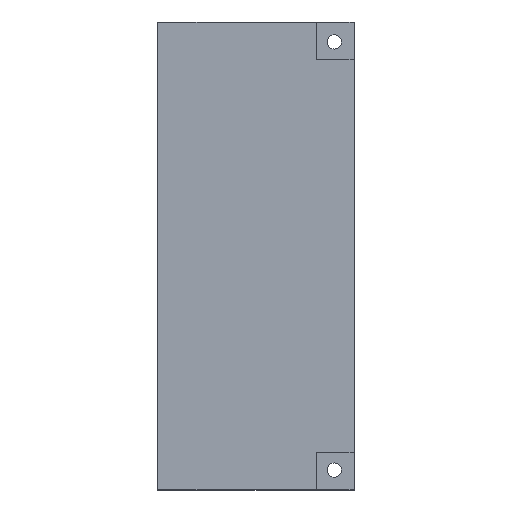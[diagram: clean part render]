
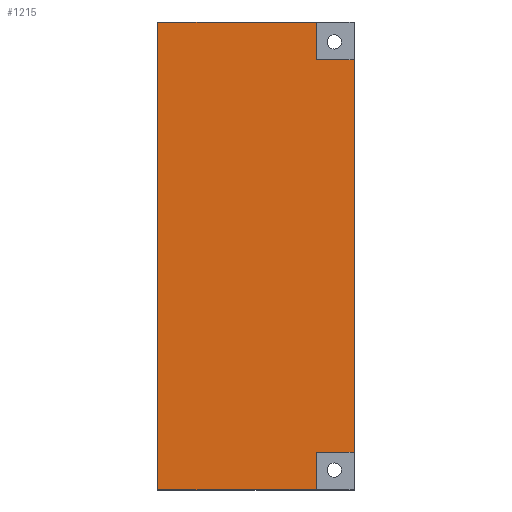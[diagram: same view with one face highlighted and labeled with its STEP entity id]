
A CAD part, top view. The second image highlights one B-rep face of the part: STEP entity #1215.
In plain terms, the highlighted planar face has unit normal (0, 0, 1).
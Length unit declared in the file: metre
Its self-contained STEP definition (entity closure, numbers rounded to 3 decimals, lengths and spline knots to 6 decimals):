
#238=ORIENTED_EDGE('',*,*,#490,.F.);
#239=ORIENTED_EDGE('',*,*,#491,.T.);
#240=ORIENTED_EDGE('',*,*,#492,.F.);
#241=ORIENTED_EDGE('',*,*,#493,.T.);
#242=ORIENTED_EDGE('',*,*,#494,.T.);
#243=ORIENTED_EDGE('',*,*,#495,.F.);
#244=ORIENTED_EDGE('',*,*,#496,.T.);
#245=ORIENTED_EDGE('',*,*,#497,.F.);
#490=EDGE_CURVE('',#612,#613,#750,.T.);
#491=EDGE_CURVE('',#612,#614,#751,.T.);
#492=EDGE_CURVE('',#615,#614,#752,.T.);
#493=EDGE_CURVE('',#615,#616,#753,.T.);
#494=EDGE_CURVE('',#616,#617,#754,.T.);
#495=EDGE_CURVE('',#618,#617,#755,.T.);
#496=EDGE_CURVE('',#618,#619,#756,.T.);
#497=EDGE_CURVE('',#613,#619,#757,.T.);
#612=VERTEX_POINT('',#1915);
#613=VERTEX_POINT('',#1916);
#614=VERTEX_POINT('',#1918);
#615=VERTEX_POINT('',#1920);
#616=VERTEX_POINT('',#1922);
#617=VERTEX_POINT('',#1924);
#618=VERTEX_POINT('',#1926);
#619=VERTEX_POINT('',#1928);
#750=LINE('',#1914,#908);
#751=LINE('',#1917,#909);
#752=LINE('',#1919,#910);
#753=LINE('',#1921,#911);
#754=LINE('',#1923,#912);
#755=LINE('',#1925,#913);
#756=LINE('',#1927,#914);
#757=LINE('',#1929,#915);
#908=VECTOR('',#1571,1.);
#909=VECTOR('',#1572,1.);
#910=VECTOR('',#1573,1.);
#911=VECTOR('',#1574,1.);
#912=VECTOR('',#1575,1.);
#913=VECTOR('',#1576,1.);
#914=VECTOR('',#1577,1.);
#915=VECTOR('',#1578,1.);
#999=EDGE_LOOP('',(#238,#239,#240,#241,#242,#243,#244,#245));
#1075=FACE_BOUND('',#999,.T.);
#1145=PLANE('',#1308);
#1215=ADVANCED_FACE('',(#1075),#1145,.T.);
#1308=AXIS2_PLACEMENT_3D('',#1913,#1569,#1570);
#1569=DIRECTION('',(0.,0.,1.));
#1570=DIRECTION('',(1.,0.,0.));
#1571=DIRECTION('',(1.,0.,0.));
#1572=DIRECTION('',(0.,1.,0.));
#1573=DIRECTION('',(1.,0.,0.));
#1574=DIRECTION('',(0.,-1.,0.));
#1575=DIRECTION('',(1.,0.,0.));
#1576=DIRECTION('',(0.,-1.,0.));
#1577=DIRECTION('',(1.,0.,0.));
#1578=DIRECTION('',(0.,-1.,0.));
#1913=CARTESIAN_POINT('',(-0.175,0.204999,0.024));
#1914=CARTESIAN_POINT('',(-0.11,0.2495,0.024));
#1915=CARTESIAN_POINT('',(-0.1205,0.2495,0.024));
#1916=CARTESIAN_POINT('',(-0.11,0.2495,0.024));
#1917=CARTESIAN_POINT('',(-0.1205,0.26,0.024));
#1918=CARTESIAN_POINT('',(-0.1205,0.26,0.024));
#1919=CARTESIAN_POINT('',(-0.13725,0.26,0.024));
#1920=CARTESIAN_POINT('',(-0.1645,0.26,0.024));
#1921=CARTESIAN_POINT('',(-0.1645,0.195,0.024));
#1922=CARTESIAN_POINT('',(-0.1645,0.13,0.024));
#1923=CARTESIAN_POINT('',(-0.13725,0.13,0.024));
#1924=CARTESIAN_POINT('',(-0.1205,0.13,0.024));
#1925=CARTESIAN_POINT('',(-0.1205,0.13,0.024));
#1926=CARTESIAN_POINT('',(-0.1205,0.1405,0.024));
#1927=CARTESIAN_POINT('',(-0.11,0.1405,0.024));
#1928=CARTESIAN_POINT('',(-0.11,0.1405,0.024));
#1929=CARTESIAN_POINT('',(-0.11,0.195,0.024));
